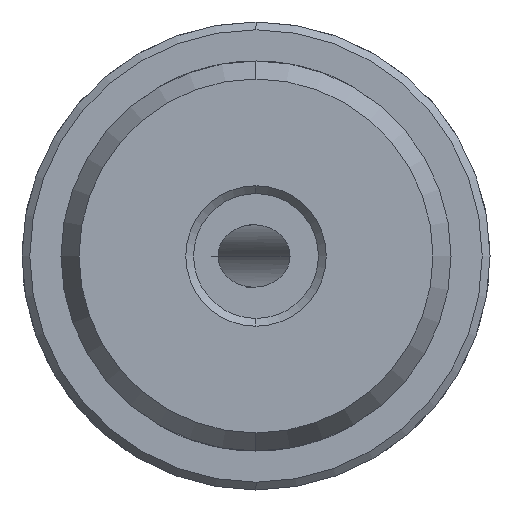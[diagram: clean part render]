
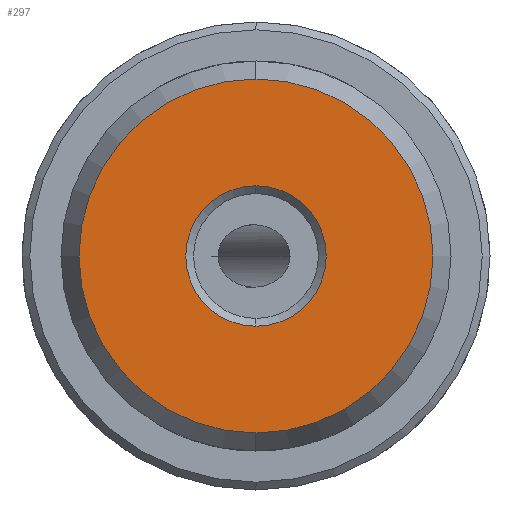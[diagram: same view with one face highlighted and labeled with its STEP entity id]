
A CAD part, left-side view. The second image highlights one B-rep face of the part: STEP entity #297.
In plain terms, the highlighted planar face has unit normal (-1, 0, 0).
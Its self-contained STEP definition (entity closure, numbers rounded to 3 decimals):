
#9 = EDGE_LOOP ( 'NONE', ( #299, #2343 ) ) ;
#14 = CARTESIAN_POINT ( 'NONE',  ( -185., 0., 0. ) ) ;
#97 = DIRECTION ( 'NONE',  ( -1., 0., 0. ) ) ;
#132 = EDGE_CURVE ( 'NONE', #1260, #316, #2139, .T. ) ;
#186 = EDGE_LOOP ( 'NONE', ( #1313, #2198 ) ) ;
#196 = DIRECTION ( 'NONE',  ( 0., 0., -1. ) ) ;
#297 = ADVANCED_FACE ( 'NONE', ( #3007, #807 ), #1793, .F. ) ;
#299 = ORIENTED_EDGE ( 'NONE', *, *, #586, .T. ) ;
#316 = VERTEX_POINT ( 'NONE', #2537 ) ;
#326 = EDGE_CURVE ( 'NONE', #2730, #1452, #938, .T. ) ;
#332 = AXIS2_PLACEMENT_3D ( 'NONE', #2306, #97, #1072 ) ;
#352 = CARTESIAN_POINT ( 'NONE',  ( -185., 0., 11.345 ) ) ;
#427 = CARTESIAN_POINT ( 'NONE',  ( -185., 0., -4.5 ) ) ;
#454 = EDGE_CURVE ( 'NONE', #316, #1260, #1228, .T. ) ;
#566 = DIRECTION ( 'NONE',  ( 1., 0., 0. ) ) ;
#586 = EDGE_CURVE ( 'NONE', #1452, #2730, #2274, .T. ) ;
#807 = FACE_OUTER_BOUND ( 'NONE', #186, .T. ) ;
#823 = DIRECTION ( 'NONE',  ( 1., 0., 0. ) ) ;
#877 = AXIS2_PLACEMENT_3D ( 'NONE', #14, #987, #1977 ) ;
#938 = CIRCLE ( 'NONE', #2736, 4.5 ) ;
#976 = CARTESIAN_POINT ( 'NONE',  ( -185., 0., 4.5 ) ) ;
#987 = DIRECTION ( 'NONE',  ( 1., 0., 0. ) ) ;
#1072 = DIRECTION ( 'NONE',  ( 0., 0., -1. ) ) ;
#1228 = CIRCLE ( 'NONE', #3025, 11.345 ) ;
#1260 = VERTEX_POINT ( 'NONE', #352 ) ;
#1313 = ORIENTED_EDGE ( 'NONE', *, *, #454, .T. ) ;
#1405 = CARTESIAN_POINT ( 'NONE',  ( -185., 0., 0. ) ) ;
#1452 = VERTEX_POINT ( 'NONE', #976 ) ;
#1550 = DIRECTION ( 'NONE',  ( 0., 0., -1. ) ) ;
#1793 = PLANE ( 'NONE',  #1924 ) ;
#1810 = DIRECTION ( 'NONE',  ( 0., 0., -1. ) ) ;
#1924 = AXIS2_PLACEMENT_3D ( 'NONE', #2775, #566, #1550 ) ;
#1977 = DIRECTION ( 'NONE',  ( 0., 0., -1. ) ) ;
#2139 = CIRCLE ( 'NONE', #332, 11.345 ) ;
#2198 = ORIENTED_EDGE ( 'NONE', *, *, #132, .T. ) ;
#2274 = CIRCLE ( 'NONE', #877, 4.5 ) ;
#2306 = CARTESIAN_POINT ( 'NONE',  ( -185., 0., 0. ) ) ;
#2343 = ORIENTED_EDGE ( 'NONE', *, *, #326, .T. ) ;
#2400 = DIRECTION ( 'NONE',  ( -1., 0., 0. ) ) ;
#2537 = CARTESIAN_POINT ( 'NONE',  ( -185., 0., -11.345 ) ) ;
#2730 = VERTEX_POINT ( 'NONE', #427 ) ;
#2736 = AXIS2_PLACEMENT_3D ( 'NONE', #3026, #823, #1810 ) ;
#2775 = CARTESIAN_POINT ( 'NONE',  ( -185., 12.5, 0. ) ) ;
#3007 = FACE_BOUND ( 'NONE', #9, .T. ) ;
#3025 = AXIS2_PLACEMENT_3D ( 'NONE', #1405, #2400, #196 ) ;
#3026 = CARTESIAN_POINT ( 'NONE',  ( -185., 0., 0. ) ) ;
